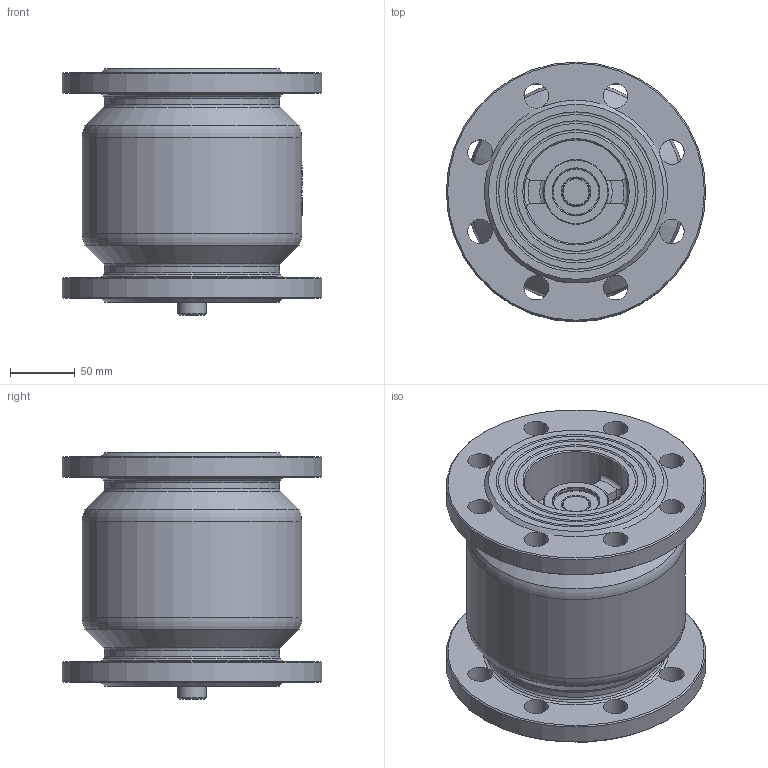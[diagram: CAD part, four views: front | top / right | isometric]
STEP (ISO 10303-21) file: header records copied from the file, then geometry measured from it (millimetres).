
FILE_DESCRIPTION(/* description */ (''),/* implementation_level */ '2;1');
FILE_NAME(/* name */ 'DN80_3D_STEP.stp',/* time_stamp */ '2025-08-31T16:32:30+03:00',/* author */ ('igorr'),/* organization */ (''),/* preprocessor_version */ 'ST-DEVELOPER v20',/* originating_system */ 'Autodesk Inventor 2025',/* authorisation */ '');
FILE_SCHEMA (('AUTOMOTIVE_DESIGN { 1 0 10303 214 3 1 1 }'));
Length unit declared in the file: millimetre
Products named in the file (1): Деталь1
Bounding box: 200 x 200 x 190 mm (x, y, z)
Volume: 3153305 mm3; surface area: 271464.7 mm2
Topology: 1 solids, 2 shells, 195 faces, 560 edges, 362 vertices
Faces by surface type: plane 75, cylinder 52, torus 26, bspline 23, cone 19
Full cylindrical faces by diameter (mm): 19 x16, 21 x2, 22 x3, 36 x2, 80 x3, 122 x1, 123 x1, 135 x2, 169 x1, 200 x2
Entity records: 7707 total; most frequent: CARTESIAN_POINT 2223, ORIENTED_EDGE 1120, DIRECTION 1114, EDGE_CURVE 560, AXIS2_PLACEMENT_3D 463, VERTEX_POINT 362, CIRCLE 282, EDGE_LOOP 228
